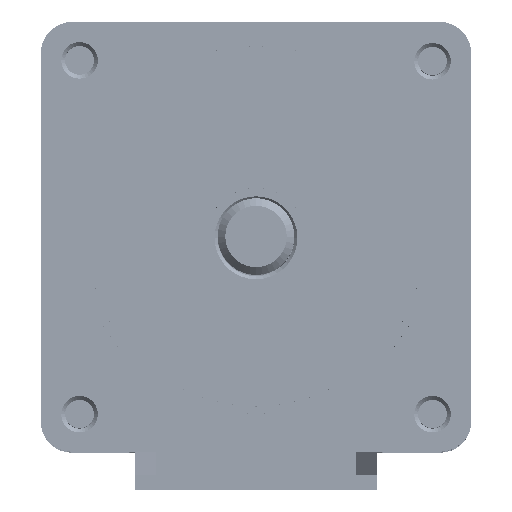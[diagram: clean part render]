
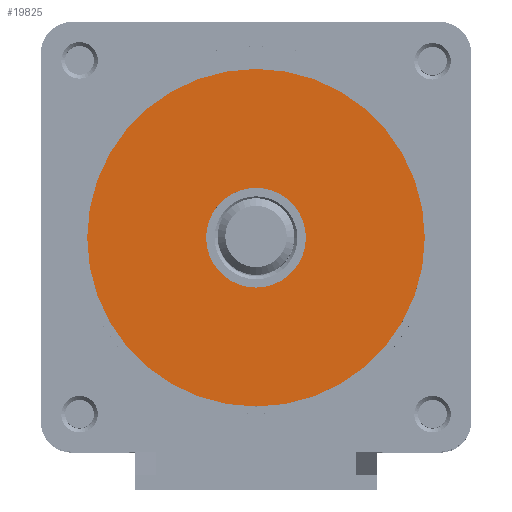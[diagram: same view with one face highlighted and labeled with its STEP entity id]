
A CAD part, top view. The second image highlights one B-rep face of the part: STEP entity #19825.
In plain terms, the highlighted face is planar.
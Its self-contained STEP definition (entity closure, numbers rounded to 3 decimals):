
#4661=PLANE('',#21340);
#5642=FACE_BOUND('',#7409,.T.);
#6110=FACE_OUTER_BOUND('',#7408,.T.);
#7408=EDGE_LOOP('',(#15650));
#7409=EDGE_LOOP('',(#15651));
#8496=CIRCLE('',#21295,3.25);
#8511=CIRCLE('',#21339,11.);
#9577=VERTEX_POINT('',#30531);
#9612=VERTEX_POINT('',#30646);
#11744=EDGE_CURVE('',#9577,#9577,#8496,.T.);
#11795=EDGE_CURVE('',#9612,#9612,#8511,.T.);
#15650=ORIENTED_EDGE('',*,*,#11795,.F.);
#15651=ORIENTED_EDGE('',*,*,#11744,.F.);
#19825=ADVANCED_FACE('',(#6110,#5642),#4661,.F.);
#21295=AXIS2_PLACEMENT_3D('',#30532,#24598,#24599);
#21339=AXIS2_PLACEMENT_3D('',#30647,#24722,#24723);
#21340=AXIS2_PLACEMENT_3D('',#30648,#24724,#24725);
#24598=DIRECTION('center_axis',(0.,0.,-1.));
#24599=DIRECTION('ref_axis',(1.,0.,0.));
#24722=DIRECTION('center_axis',(0.,0.,1.));
#24723=DIRECTION('ref_axis',(1.,0.,0.));
#24724=DIRECTION('center_axis',(0.,0.,1.));
#24725=DIRECTION('ref_axis',(1.,0.,0.));
#30531=CARTESIAN_POINT('',(-3.25,0.,0.));
#30532=CARTESIAN_POINT('Origin',(0.,0.,0.));
#30646=CARTESIAN_POINT('',(-11.,0.,0.));
#30647=CARTESIAN_POINT('Origin',(0.,0.,0.));
#30648=CARTESIAN_POINT('Origin',(0.,0.,0.));
